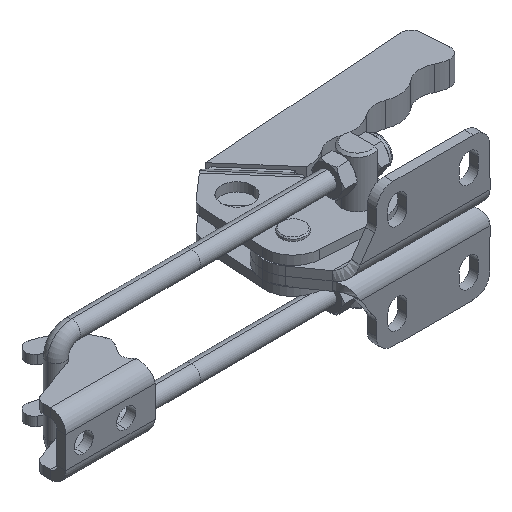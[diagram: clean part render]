
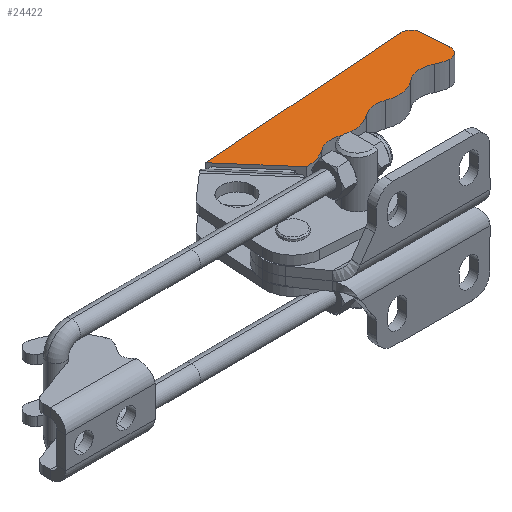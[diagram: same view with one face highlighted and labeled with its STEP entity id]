
A CAD part, isometric view. The second image highlights one B-rep face of the part: STEP entity #24422.
In plain terms, the highlighted planar face has unit normal (0, 0, 1).
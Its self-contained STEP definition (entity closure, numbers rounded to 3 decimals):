
#378 = CARTESIAN_POINT ( 'NONE',  ( 12.833, 59.712, 5.5 ) ) ;
#704 = CIRCLE ( 'NONE', #25822, 10.5 ) ;
#1138 = EDGE_CURVE ( 'NONE', #30935, #1554, #704, .T. ) ;
#1384 = EDGE_CURVE ( 'NONE', #25900, #16177, #4887, .T. ) ;
#1396 = ORIENTED_EDGE ( 'NONE', *, *, #25487, .T. ) ;
#1495 = AXIS2_PLACEMENT_3D ( 'NONE', #26172, #11224, #13509 ) ;
#1554 = VERTEX_POINT ( 'NONE', #16902 ) ;
#1769 = DIRECTION ( 'NONE',  ( 0., 0., 1. ) ) ;
#1784 = VERTEX_POINT ( 'NONE', #30988 ) ;
#1883 = CIRCLE ( 'NONE', #21427, 15.5 ) ;
#2476 = DIRECTION ( 'NONE',  ( -0.998, 0.068, 0. ) ) ;
#2497 = ORIENTED_EDGE ( 'NONE', *, *, #1384, .T. ) ;
#2711 = PLANE ( 'NONE',  #24413 ) ;
#2820 = CARTESIAN_POINT ( 'NONE',  ( 9.06, 49.913, 5.5 ) ) ;
#3019 = DIRECTION ( 'NONE',  ( -0.998, 0.068, 0. ) ) ;
#4887 = CIRCLE ( 'NONE', #28401, 14.5 ) ;
#4944 = CIRCLE ( 'NONE', #1495, 13.5 ) ;
#5036 = ORIENTED_EDGE ( 'NONE', *, *, #17085, .T. ) ;
#5128 = CARTESIAN_POINT ( 'NONE',  ( -51.779, 75.783, 5.5 ) ) ;
#5327 = ORIENTED_EDGE ( 'NONE', *, *, #12554, .T. ) ;
#5945 = CARTESIAN_POINT ( 'NONE',  ( 43.514, 65.823, 5.5 ) ) ;
#6034 = ORIENTED_EDGE ( 'NONE', *, *, #15357, .T. ) ;
#6091 = EDGE_LOOP ( 'NONE', ( #24195, #10422, #2497, #28689, #22291, #26782, #16472, #6034, #5036, #1396, #5327, #12130 ) ) ;
#6300 = DIRECTION ( 'NONE',  ( -0.997, -0.072, 0. ) ) ;
#6581 = LINE ( 'NONE', #18777, #8113 ) ;
#7455 = CARTESIAN_POINT ( 'NONE',  ( 42.307, 82.567, 5.5 ) ) ;
#7920 = DIRECTION ( 'NONE',  ( 0.998, -0.068, 0. ) ) ;
#8113 = VECTOR ( 'NONE', #6300, 1000. ) ;
#8446 = CIRCLE ( 'NONE', #15475, 4.5 ) ;
#9003 = DIRECTION ( 'NONE',  ( 0., 0., 1. ) ) ;
#10422 = ORIENTED_EDGE ( 'NONE', *, *, #31397, .T. ) ;
#10545 = DIRECTION ( 'NONE',  ( 0.998, -0.068, 0. ) ) ;
#11224 = DIRECTION ( 'NONE',  ( 0., 0., 1. ) ) ;
#12130 = ORIENTED_EDGE ( 'NONE', *, *, #24679, .T. ) ;
#12239 = VERTEX_POINT ( 'NONE', #31500 ) ;
#12554 = EDGE_CURVE ( 'NONE', #15998, #1784, #6581, .T. ) ;
#12617 = DIRECTION ( 'NONE',  ( 0.998, -0.068, 0. ) ) ;
#12897 = DIRECTION ( 'NONE',  ( 0., 0., -1. ) ) ;
#13451 = DIRECTION ( 'NONE',  ( -0.072, 0.997, 0. ) ) ;
#13509 = DIRECTION ( 'NONE',  ( 0.998, -0.068, 0. ) ) ;
#13534 = EDGE_CURVE ( 'NONE', #17830, #25434, #1883, .T. ) ;
#13590 = AXIS2_PLACEMENT_3D ( 'NONE', #30247, #15093, #7920 ) ;
#14652 = DIRECTION ( 'NONE',  ( 0., 0., 1. ) ) ;
#14837 = EDGE_CURVE ( 'NONE', #22459, #30935, #14998, .T. ) ;
#14998 = CIRCLE ( 'NONE', #16709, 13.5 ) ;
#15093 = DIRECTION ( 'NONE',  ( 0., 0., -1. ) ) ;
#15357 = EDGE_CURVE ( 'NONE', #22235, #28750, #8446, .T. ) ;
#15358 = VECTOR ( 'NONE', #13451, 1000. ) ;
#15409 = DIRECTION ( 'NONE',  ( 0.998, -0.068, 0. ) ) ;
#15475 = AXIS2_PLACEMENT_3D ( 'NONE', #5945, #27723, #3019 ) ;
#15827 = CARTESIAN_POINT ( 'NONE',  ( 48.002, 66.147, 5.5 ) ) ;
#15998 = VERTEX_POINT ( 'NONE', #7455 ) ;
#16177 = VERTEX_POINT ( 'NONE', #18164 ) ;
#16472 = ORIENTED_EDGE ( 'NONE', *, *, #27550, .T. ) ;
#16490 = CARTESIAN_POINT ( 'NONE',  ( -30.06, 67.153, 5.5 ) ) ;
#16709 = AXIS2_PLACEMENT_3D ( 'NONE', #22993, #30491, #10545 ) ;
#16902 = CARTESIAN_POINT ( 'NONE',  ( 37.715, 62.9, 5.5 ) ) ;
#16974 = EDGE_CURVE ( 'NONE', #16177, #22459, #26196, .T. ) ;
#17085 = EDGE_CURVE ( 'NONE', #28750, #12239, #26959, .T. ) ;
#17530 = CARTESIAN_POINT ( 'NONE',  ( 42.63, 78.079, 5.5 ) ) ;
#17830 = VERTEX_POINT ( 'NONE', #22563 ) ;
#18164 = CARTESIAN_POINT ( 'NONE',  ( 2.658, 58.236, 5.5 ) ) ;
#18777 = CARTESIAN_POINT ( 'NONE',  ( 42.307, 82.567, 5.5 ) ) ;
#20191 = DIRECTION ( 'NONE',  ( 0.658, -0.753, 0. ) ) ;
#21427 = AXIS2_PLACEMENT_3D ( 'NONE', #16490, #1769, #26357 ) ;
#22235 = VERTEX_POINT ( 'NONE', #23498 ) ;
#22291 = ORIENTED_EDGE ( 'NONE', *, *, #14837, .T. ) ;
#22459 = VERTEX_POINT ( 'NONE', #378 ) ;
#22563 = CARTESIAN_POINT ( 'NONE',  ( -30.723, 51.667, 5.5 ) ) ;
#22966 = CARTESIAN_POINT ( 'NONE',  ( -30.06, 67.153, 5.5 ) ) ;
#22993 = CARTESIAN_POINT ( 'NONE',  ( 17.685, 72.31, 5.5 ) ) ;
#23498 = CARTESIAN_POINT ( 'NONE',  ( 43.232, 61.332, 5.5 ) ) ;
#23645 = CIRCLE ( 'NONE', #27368, 4.5 ) ;
#23824 = DIRECTION ( 'NONE',  ( 0.998, -0.068, 0. ) ) ;
#23900 = CARTESIAN_POINT ( 'NONE',  ( -11.097, 56.086, 5.5 ) ) ;
#24051 = VECTOR ( 'NONE', #20191, 1000. ) ;
#24195 = ORIENTED_EDGE ( 'NONE', *, *, #13534, .T. ) ;
#24413 = AXIS2_PLACEMENT_3D ( 'NONE', #22966, #27961, #25341 ) ;
#24422 = ADVANCED_FACE ( 'NONE', ( #29500 ), #2711, .T. ) ;
#24679 = EDGE_CURVE ( 'NONE', #1784, #17830, #29876, .T. ) ;
#25061 = CARTESIAN_POINT ( 'NONE',  ( 32.766, 53.639, 5.5 ) ) ;
#25341 = DIRECTION ( 'NONE',  ( 0.998, -0.068, 0. ) ) ;
#25434 = VERTEX_POINT ( 'NONE', #26760 ) ;
#25487 = EDGE_CURVE ( 'NONE', #12239, #15998, #23645, .T. ) ;
#25822 = AXIS2_PLACEMENT_3D ( 'NONE', #25061, #29964, #12617 ) ;
#25900 = VERTEX_POINT ( 'NONE', #23900 ) ;
#26172 = CARTESIAN_POINT ( 'NONE',  ( 44.079, 74.806, 5.5 ) ) ;
#26196 = CIRCLE ( 'NONE', #28134, 10.5 ) ;
#26357 = DIRECTION ( 'NONE',  ( 0.998, -0.068, 0. ) ) ;
#26760 = CARTESIAN_POINT ( 'NONE',  ( -20.876, 54.666, 5.5 ) ) ;
#26782 = ORIENTED_EDGE ( 'NONE', *, *, #1138, .T. ) ;
#26959 = LINE ( 'NONE', #15827, #15358 ) ;
#27261 = CARTESIAN_POINT ( 'NONE',  ( 48.002, 66.147, 5.5 ) ) ;
#27368 = AXIS2_PLACEMENT_3D ( 'NONE', #17530, #14652, #2476 ) ;
#27550 = EDGE_CURVE ( 'NONE', #1554, #22235, #4944, .T. ) ;
#27723 = DIRECTION ( 'NONE',  ( 0., 0., 1. ) ) ;
#27961 = DIRECTION ( 'NONE',  ( 0., 0., 1. ) ) ;
#28134 = AXIS2_PLACEMENT_3D ( 'NONE', #2820, #12897, #15409 ) ;
#28401 = AXIS2_PLACEMENT_3D ( 'NONE', #31231, #9003, #23824 ) ;
#28414 = CIRCLE ( 'NONE', #13590, 10.5 ) ;
#28689 = ORIENTED_EDGE ( 'NONE', *, *, #16974, .T. ) ;
#28750 = VERTEX_POINT ( 'NONE', #27261 ) ;
#29500 = FACE_OUTER_BOUND ( 'NONE', #6091, .T. ) ;
#29612 = CARTESIAN_POINT ( 'NONE',  ( 26.168, 61.808, 5.5 ) ) ;
#29876 = LINE ( 'NONE', #5128, #24051 ) ;
#29964 = DIRECTION ( 'NONE',  ( 0., 0., -1. ) ) ;
#30247 = CARTESIAN_POINT ( 'NONE',  ( -14.655, 46.208, 5.5 ) ) ;
#30491 = DIRECTION ( 'NONE',  ( 0., 0., 1. ) ) ;
#30935 = VERTEX_POINT ( 'NONE', #29612 ) ;
#30988 = CARTESIAN_POINT ( 'NONE',  ( -51.779, 75.783, 5.5 ) ) ;
#31231 = CARTESIAN_POINT ( 'NONE',  ( -6.183, 69.729, 5.5 ) ) ;
#31397 = EDGE_CURVE ( 'NONE', #25434, #25900, #28414, .T. ) ;
#31500 = CARTESIAN_POINT ( 'NONE',  ( 47.119, 78.402, 5.5 ) ) ;
